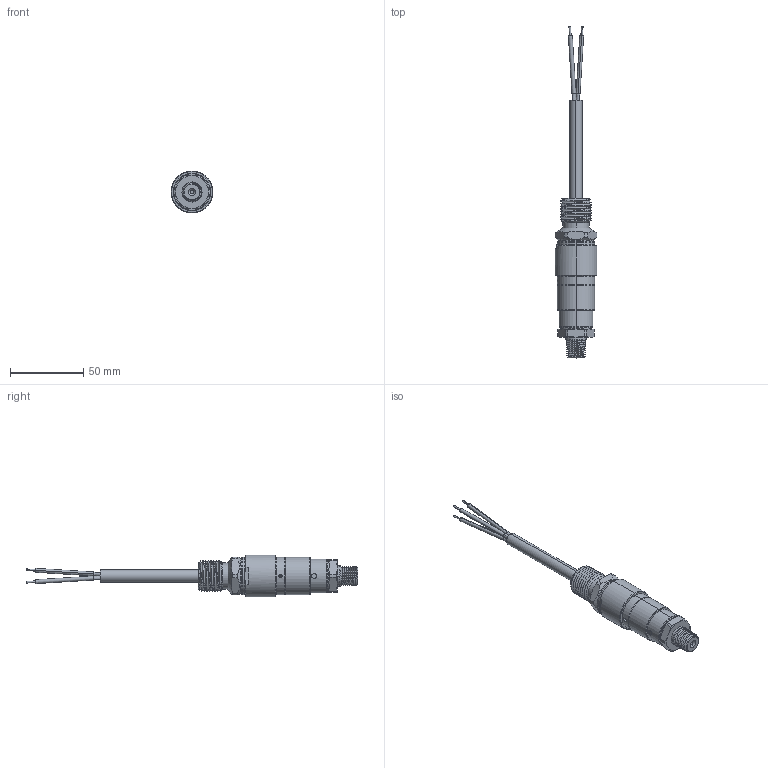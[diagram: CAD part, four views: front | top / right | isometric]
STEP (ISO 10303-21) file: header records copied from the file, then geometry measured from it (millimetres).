
FILE_DESCRIPTION (( 'STEP AP214' ), '1' );
FILE_NAME ('MPS25-1C-DV15A.STEP', '2019-03-06T15:58:15', ( '' ), ( '' ), 'SwSTEP 2.0', 'SolidWorks 2017', '' );
FILE_SCHEMA (( 'AUTOMOTIVE_DESIGN' ));
Length unit declared in the file: inch
Products named in the file (1): MPS25-1C-DV15A
Bounding box: 28.57 x 226.38 x 28.57 mm (x, y, z)
Volume: 30629.4 mm3; surface area: 31500.4 mm2
Topology: 12 solids, 12 shells, 570 faces, 1405 edges, 884 vertices
Faces by surface type: cylinder 225, cone 141, bspline 108, plane 96
Entity records: 32938 total; most frequent: CARTESIAN_POINT 19647, ORIENTED_EDGE 2810, DIRECTION 2767, EDGE_CURVE 1405, AXIS2_PLACEMENT_3D 1188, VERTEX_POINT 884, CIRCLE 725, EDGE_LOOP 633
